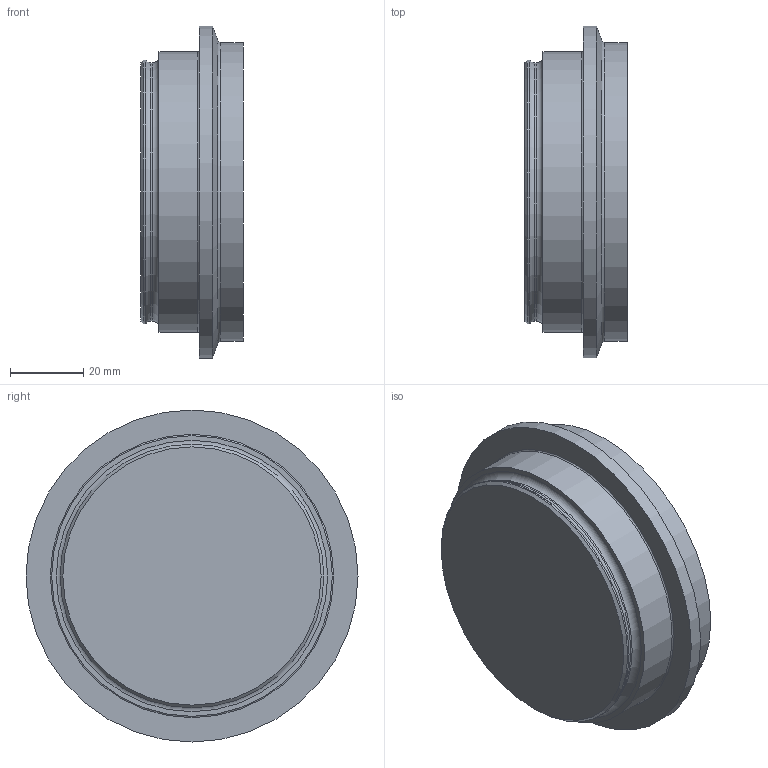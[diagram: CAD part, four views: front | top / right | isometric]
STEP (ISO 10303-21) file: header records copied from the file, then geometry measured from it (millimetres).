
FILE_DESCRIPTION(/* description */ (''),/* implementation_level */ '2;1');
FILE_NAME(/* name */ '106068.STEP',/* time_stamp */ '2021-04-28T10:14:01-05:00',/* author */ ('FA67NH'),/* organization */ (''),/* preprocessor_version */ 'ST-DEVELOPER v18.1',/* originating_system */ 'Autodesk Inventor 2020',/* authorisation */ '');
FILE_SCHEMA (('AUTOMOTIVE_DESIGN { 1 0 10303 214 3 1 1 }'));
Length unit declared in the file: inch
Products named in the file (1): 106068
Bounding box: 28.09 x 90.93 x 90.93 mm (x, y, z)
Volume: 140202.5 mm3; surface area: 19509.4 mm2
Topology: 1 solids, 1 shells, 15 faces, 39 edges, 28 vertices
Faces by surface type: cylinder 5, plane 4, torus 4, cone 2
Full cylindrical faces by diameter (mm): 70.739 x1, 72.238 x1, 76.86 x1, 81.89 x1, 90.932 x1
Entity records: 536 total; most frequent: DIRECTION 103, CARTESIAN_POINT 83, ORIENTED_EDGE 78, AXIS2_PLACEMENT_3D 48, EDGE_CURVE 39, CIRCLE 32, VERTEX_POINT 28, EDGE_LOOP 17
